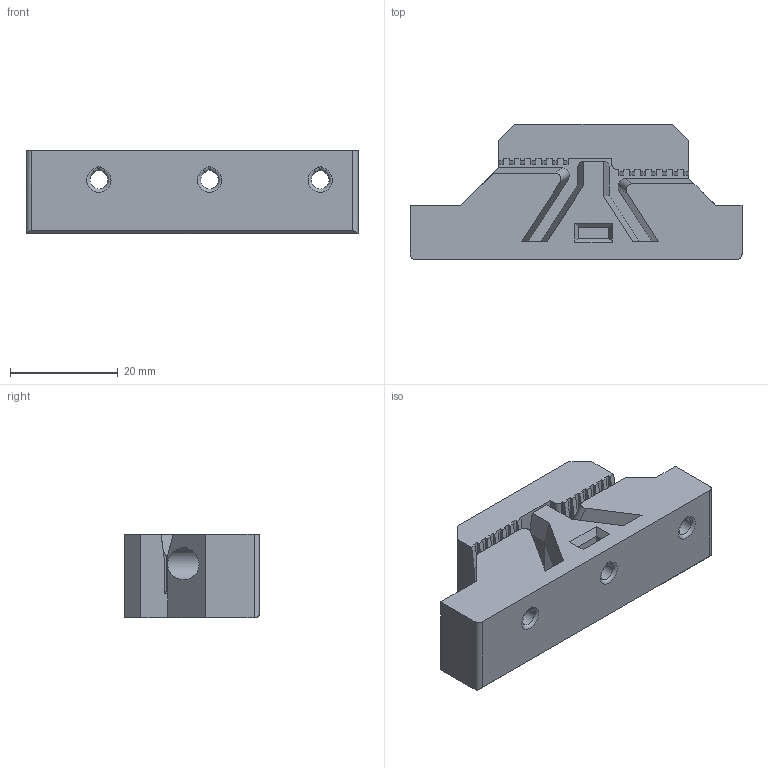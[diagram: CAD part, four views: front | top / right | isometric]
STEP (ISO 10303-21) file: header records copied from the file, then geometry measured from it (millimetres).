
FILE_DESCRIPTION(/* description */ (''),/* implementation_level */ '2;1');
FILE_NAME(/* name */ 'y_belt_holder_mk2s_on_mk3.step',/* time_stamp */ '2019-07-12T14:36:05+02:00',/* author */ (''),/* organization */ (''),/* preprocessor_version */ 'ST-DEVELOPER v18',/* originating_system */ 'Autodesk Translation Framework v8.2.0.1029',/* authorisation */ '');
FILE_SCHEMA (('AUTOMOTIVE_DESIGN { 1 0 10303 214 3 1 1 }'));
Length unit declared in the file: millimetre
Products named in the file (2): y_belt_holder_mk2s_on_mk3; y_belt_holder
Assembly tree (1 placements, depth 2):
  y_belt_holder_mk2s_on_mk3
    y_belt_holder
Bounding box: 61.5 x 25 x 15.4 mm (x, y, z)
Volume: 15786.4 mm3; surface area: 7223 mm2
Topology: 1 solids, 7 shells, 208 faces, 556 edges, 362 vertices
Faces by surface type: plane 179, cylinder 26, torus 3
Entity records: 6441 total; most frequent: CARTESIAN_POINT 1161, ORIENTED_EDGE 1104, DIRECTION 1027, EDGE_CURVE 552, LINE 495, VECTOR 495, VERTEX_POINT 360, AXIS2_PLACEMENT_3D 266
